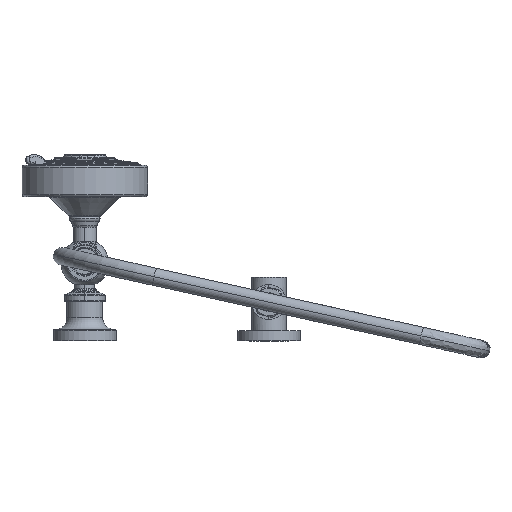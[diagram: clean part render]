
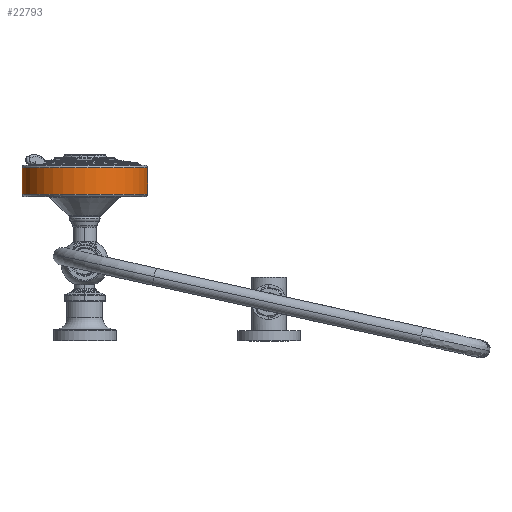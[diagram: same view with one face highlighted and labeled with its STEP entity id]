
A CAD part, front view. The second image highlights one B-rep face of the part: STEP entity #22793.
In plain terms, the highlighted cylindrical face has radius 50.8 mm (diameter 101.6 mm), a partial arc.
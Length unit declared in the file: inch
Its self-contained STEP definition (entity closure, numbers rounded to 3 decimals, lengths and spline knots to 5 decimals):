
#4172=DIRECTION('',(0.,0.,1.));
#4173=VECTOR('',#4172,0.84408);
#4174=CARTESIAN_POINT('',(-8.,7.605,4.66424));
#4175=LINE('',#4174,#4173);
#4181=DIRECTION('',(0.,0.,1.));
#4182=VECTOR('',#4181,0.84408);
#4183=CARTESIAN_POINT('',(-4.,7.605,4.66424));
#4184=LINE('',#4183,#4182);
#4185=CARTESIAN_POINT('',(-6.,7.605,5.50832));
#4186=DIRECTION('',(0.,0.,-1.));
#4187=DIRECTION('',(1.,0.,0.));
#4188=AXIS2_PLACEMENT_3D('',#4185,#4186,#4187);
#4190=CARTESIAN_POINT('',(-6.,7.605,4.66424));
#4191=DIRECTION('',(0.,0.,1.));
#4192=DIRECTION('',(-1.,0.,0.));
#4193=AXIS2_PLACEMENT_3D('',#4190,#4191,#4192);
#18514=CARTESIAN_POINT('',(-8.,7.605,4.66424));
#18516=VERTEX_POINT('',#18514);
#18518=CARTESIAN_POINT('',(-4.,7.605,4.66424));
#18520=VERTEX_POINT('',#18518);
#18533=CARTESIAN_POINT('',(-4.,7.605,5.50832));
#18534=CARTESIAN_POINT('',(-8.,7.605,5.50832));
#18535=VERTEX_POINT('',#18533);
#18536=VERTEX_POINT('',#18534);
#22780=CARTESIAN_POINT('',(-6.,7.605,3.88114));
#22781=DIRECTION('',(0.,0.,1.));
#22782=DIRECTION('',(-1.,0.,0.));
#22783=AXIS2_PLACEMENT_3D('',#22780,#22781,#22782);
#22784=CYLINDRICAL_SURFACE('',#22783,2.);
#22786=ORIENTED_EDGE('',*,*,#22785,.F.);
#22787=ORIENTED_EDGE('',*,*,#22775,.F.);
#22789=ORIENTED_EDGE('',*,*,#22788,.F.);
#22790=ORIENTED_EDGE('',*,*,#22771,.T.);
#22791=EDGE_LOOP('',(#22786,#22787,#22789,#22790));
#22792=FACE_OUTER_BOUND('',#22791,.F.);
#22793=ADVANCED_FACE('',(#22792),#22784,.T.);
#4189=CIRCLE('',#4188,2.);
#4194=CIRCLE('',#4193,2.);
#22771=EDGE_CURVE('',#18516,#18536,#4175,.T.);
#22775=EDGE_CURVE('',#18520,#18535,#4184,.T.);
#22785=EDGE_CURVE('',#18535,#18536,#4189,.T.);
#22788=EDGE_CURVE('',#18516,#18520,#4194,.T.);
